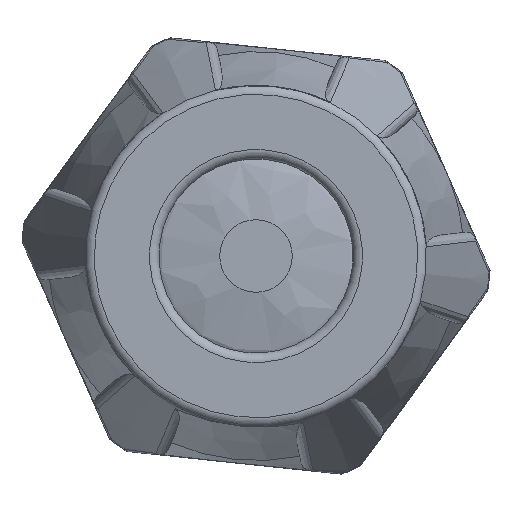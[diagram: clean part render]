
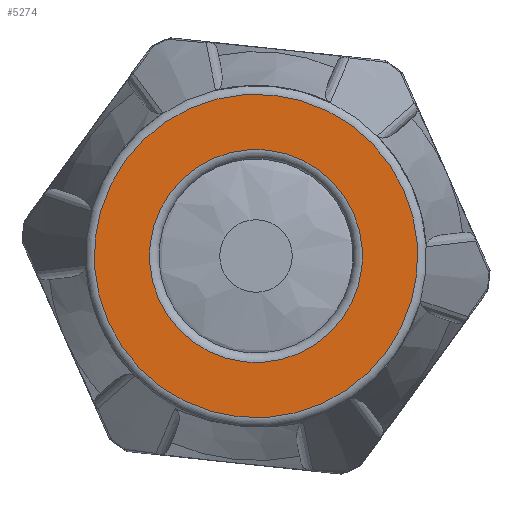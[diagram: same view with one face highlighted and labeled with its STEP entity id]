
A CAD part, left-side view. The second image highlights one B-rep face of the part: STEP entity #5274.
In plain terms, the highlighted planar face has unit normal (-1, 0, 0).
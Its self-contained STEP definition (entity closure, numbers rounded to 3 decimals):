
#287=FACE_BOUND('',#1684,.T.);
#1041=PLANE('',#5931);
#1341=FACE_OUTER_BOUND('',#1683,.T.);
#1683=EDGE_LOOP('',(#4927));
#1684=EDGE_LOOP('',(#4928));
#2008=CIRCLE('',#5930,5.635);
#2009=CIRCLE('',#5932,8.554);
#2677=VERTEX_POINT('',#13810);
#2678=VERTEX_POINT('',#13813);
#3431=EDGE_CURVE('',#2677,#2677,#2008,.T.);
#3432=EDGE_CURVE('',#2678,#2678,#2009,.T.);
#4927=ORIENTED_EDGE('',*,*,#3432,.F.);
#4928=ORIENTED_EDGE('',*,*,#3431,.T.);
#5274=ADVANCED_FACE('',(#1341,#287),#1041,.T.);
#5930=AXIS2_PLACEMENT_3D('',#13811,#7353,#7354);
#5931=AXIS2_PLACEMENT_3D('',#13812,#7355,#7356);
#5932=AXIS2_PLACEMENT_3D('',#13814,#7357,#7358);
#7353=DIRECTION('center_axis',(1.,0.,0.));
#7354=DIRECTION('ref_axis',(0.,0.,-1.));
#7355=DIRECTION('center_axis',(-1.,0.,0.));
#7356=DIRECTION('ref_axis',(0.,0.,1.));
#7357=DIRECTION('center_axis',(1.,0.,0.));
#7358=DIRECTION('ref_axis',(0.,0.,-1.));
#13810=CARTESIAN_POINT('',(-21.82,5.635,0.));
#13811=CARTESIAN_POINT('Origin',(-21.82,0.,0.));
#13812=CARTESIAN_POINT('Origin',(-21.82,8.554,0.));
#13813=CARTESIAN_POINT('',(-21.82,8.554,0.));
#13814=CARTESIAN_POINT('Origin',(-21.82,0.,0.));
